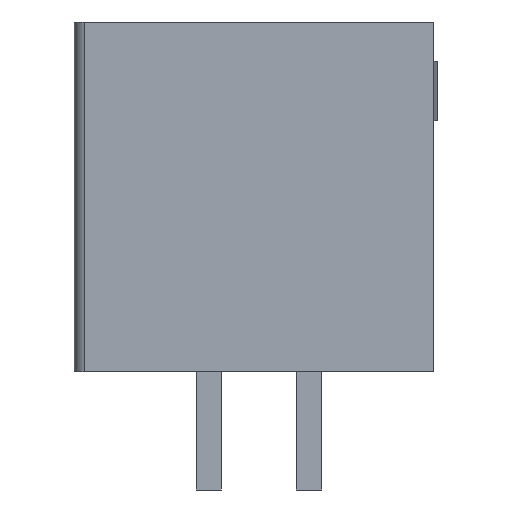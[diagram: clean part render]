
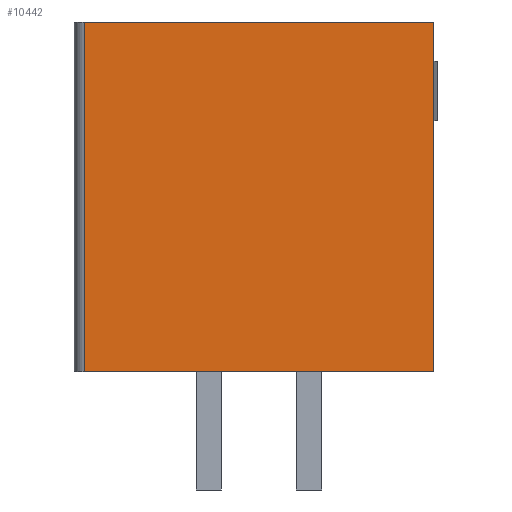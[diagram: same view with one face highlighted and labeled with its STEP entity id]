
A CAD part, left-side view. The second image highlights one B-rep face of the part: STEP entity #10442.
In plain terms, the highlighted planar face has unit normal (-1, 0, 0).
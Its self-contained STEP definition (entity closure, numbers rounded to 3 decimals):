
#51 = VERTEX_POINT('',#52);
#52 = CARTESIAN_POINT('',(-5.1,-3.155,8.85));
#58 = EDGE_CURVE('',#51,#59,#61,.T.);
#59 = VERTEX_POINT('',#60);
#60 = CARTESIAN_POINT('',(-5.1,-3.155,0.));
#61 = LINE('',#62,#63);
#62 = CARTESIAN_POINT('',(-5.1,-3.155,8.85));
#63 = VECTOR('',#64,1.);
#64 = DIRECTION('',(0.,0.,-1.));
#261 = VERTEX_POINT('',#262);
#262 = CARTESIAN_POINT('',(-5.1,5.695,0.));
#268 = EDGE_CURVE('',#269,#261,#271,.T.);
#269 = VERTEX_POINT('',#270);
#270 = CARTESIAN_POINT('',(-5.1,5.695,8.85));
#271 = LINE('',#272,#273);
#272 = CARTESIAN_POINT('',(-5.1,5.695,8.85));
#273 = VECTOR('',#274,1.);
#274 = DIRECTION('',(0.,0.,-1.));
#3882 = EDGE_CURVE('',#261,#59,#3883,.T.);
#3883 = LINE('',#3884,#3885);
#3884 = CARTESIAN_POINT('',(-5.1,5.695,0.));
#3885 = VECTOR('',#3886,1.);
#3886 = DIRECTION('',(0.,-1.,0.));
#10442 = ADVANCED_FACE('',(#10443),#10454,.F.);
#10443 = FACE_BOUND('',#10444,.T.);
#10444 = EDGE_LOOP('',(#10445,#10446,#10447,#10453));
#10445 = ORIENTED_EDGE('',*,*,#3882,.T.);
#10446 = ORIENTED_EDGE('',*,*,#58,.F.);
#10447 = ORIENTED_EDGE('',*,*,#10448,.F.);
#10448 = EDGE_CURVE('',#269,#51,#10449,.T.);
#10449 = LINE('',#10450,#10451);
#10450 = CARTESIAN_POINT('',(-5.1,5.695,8.85));
#10451 = VECTOR('',#10452,1.);
#10452 = DIRECTION('',(0.,-1.,0.));
#10453 = ORIENTED_EDGE('',*,*,#268,.T.);
#10454 = PLANE('',#10455);
#10455 = AXIS2_PLACEMENT_3D('',#10456,#10457,#10458);
#10456 = CARTESIAN_POINT('',(-5.1,5.695,8.85));
#10457 = DIRECTION('',(1.,0.,0.));
#10458 = DIRECTION('',(0.,1.,0.));
